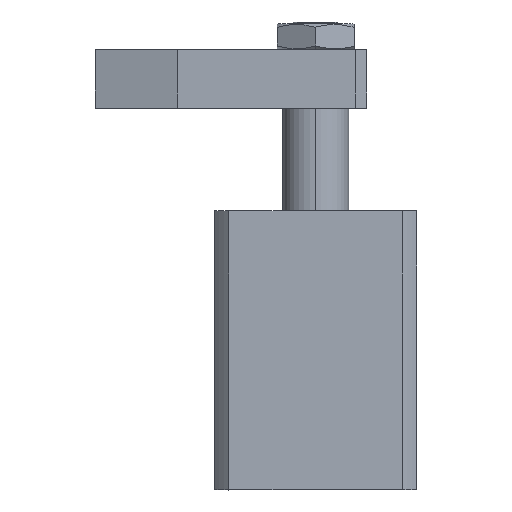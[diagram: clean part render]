
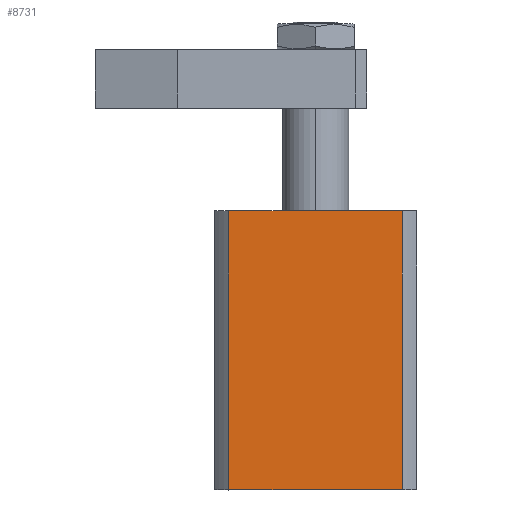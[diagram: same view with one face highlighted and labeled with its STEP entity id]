
A CAD part, top view. The second image highlights one B-rep face of the part: STEP entity #8731.
In plain terms, the highlighted planar face has unit normal (0, 0, 1).
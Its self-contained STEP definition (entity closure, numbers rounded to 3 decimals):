
#30 = VERTEX_POINT ( 'NONE', #12108 ) ;
#687 = DIRECTION ( 'NONE',  ( 1., 0., 0. ) ) ;
#894 = FACE_OUTER_BOUND ( 'NONE', #9486, .T. ) ;
#981 = EDGE_CURVE ( 'NONE', #30, #3621, #1334, .T. ) ;
#1048 = VECTOR ( 'NONE', #687, 1000. ) ;
#1334 = LINE ( 'NONE', #9634, #11919 ) ;
#1693 = DIRECTION ( 'NONE',  ( 0., 0., 1. ) ) ;
#1776 = PLANE ( 'NONE',  #12127 ) ;
#2713 = CARTESIAN_POINT ( 'NONE',  ( 0., 0., 27.5 ) ) ;
#3142 = LINE ( 'NONE', #2713, #1048 ) ;
#3621 = VERTEX_POINT ( 'NONE', #11763 ) ;
#3627 = VECTOR ( 'NONE', #7030, 1000. ) ;
#3989 = CARTESIAN_POINT ( 'NONE',  ( -23.642, 0., 27.5 ) ) ;
#4737 = LINE ( 'NONE', #8966, #8734 ) ;
#5786 = DIRECTION ( 'NONE',  ( 1., 0., 0. ) ) ;
#5880 = CARTESIAN_POINT ( 'NONE',  ( 23.642, 38., 27.5 ) ) ;
#6810 = LINE ( 'NONE', #5880, #3627 ) ;
#6946 = CARTESIAN_POINT ( 'NONE',  ( 23.642, 0., 27.5 ) ) ;
#7030 = DIRECTION ( 'NONE',  ( 0., 1., 0. ) ) ;
#7306 = ORIENTED_EDGE ( 'NONE', *, *, #7889, .T. ) ;
#7606 = VERTEX_POINT ( 'NONE', #3989 ) ;
#7852 = CARTESIAN_POINT ( 'NONE',  ( -23.642, 0., 27.5 ) ) ;
#7889 = EDGE_CURVE ( 'NONE', #7606, #12092, #3142, .T. ) ;
#8731 = ADVANCED_FACE ( 'NONE', ( #894 ), #1776, .T. ) ;
#8734 = VECTOR ( 'NONE', #11027, 1000. ) ;
#8966 = CARTESIAN_POINT ( 'NONE',  ( -23.642, 38., 27.5 ) ) ;
#9001 = ORIENTED_EDGE ( 'NONE', *, *, #12120, .T. ) ;
#9486 = EDGE_LOOP ( 'NONE', ( #9001, #7306, #10668, #10336 ) ) ;
#9634 = CARTESIAN_POINT ( 'NONE',  ( 0., 76., 27.5 ) ) ;
#10336 = ORIENTED_EDGE ( 'NONE', *, *, #981, .F. ) ;
#10359 = EDGE_CURVE ( 'NONE', #12092, #3621, #6810, .T. ) ;
#10618 = DIRECTION ( 'NONE',  ( 1., 0., 0. ) ) ;
#10668 = ORIENTED_EDGE ( 'NONE', *, *, #10359, .T. ) ;
#11027 = DIRECTION ( 'NONE',  ( 0., -1., 0. ) ) ;
#11763 = CARTESIAN_POINT ( 'NONE',  ( 23.642, 76., 27.5 ) ) ;
#11919 = VECTOR ( 'NONE', #10618, 1000. ) ;
#12092 = VERTEX_POINT ( 'NONE', #6946 ) ;
#12108 = CARTESIAN_POINT ( 'NONE',  ( -23.642, 76., 27.5 ) ) ;
#12120 = EDGE_CURVE ( 'NONE', #30, #7606, #4737, .T. ) ;
#12127 = AXIS2_PLACEMENT_3D ( 'NONE', #7852, #1693, #5786 ) ;
